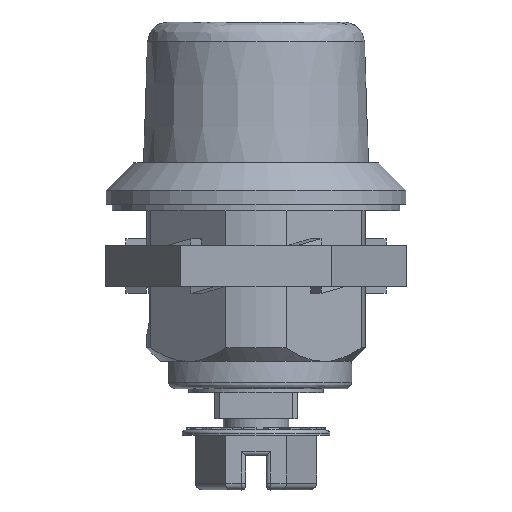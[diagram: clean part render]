
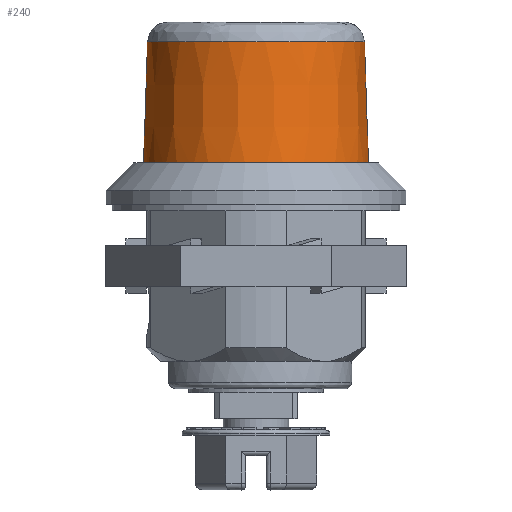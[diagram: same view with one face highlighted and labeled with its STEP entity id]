
A CAD part, front view. The second image highlights one B-rep face of the part: STEP entity #240.
In plain terms, the highlighted conical face has half-angle 1.856 degrees and reference radius 8.25 mm.
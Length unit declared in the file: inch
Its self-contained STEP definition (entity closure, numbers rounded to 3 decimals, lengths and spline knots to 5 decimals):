
#240 = ADVANCED_FACE ( 'NONE', ( #12590 ), #6553, .T. ) ;
#1431 = DIRECTION ( 'NONE',  ( 0., -1., 0. ) ) ;
#2202 = CARTESIAN_POINT ( 'NONE',  ( 0.19168, 0.25239, 0.34172 ) ) ;
#2341 = ORIENTED_EDGE ( 'NONE', *, *, #2636, .T. ) ;
#2491 = CARTESIAN_POINT ( 'NONE',  ( -0.19643, 0.25439, 0.20366 ) ) ;
#2556 = CARTESIAN_POINT ( 'NONE',  ( -0.18741, 0.25054, 0.46648 ) ) ;
#2636 = EDGE_CURVE ( 'NONE', #12090, #10614, #8438, .T. ) ;
#3055 = VERTEX_POINT ( 'NONE', #12629 ) ;
#4826 = DIRECTION ( 'NONE',  ( 0., 0., -1. ) ) ;
#5667 = CARTESIAN_POINT ( 'NONE',  ( 0., 0., 0.09843 ) ) ;
#6002 = B_SPLINE_CURVE_WITH_KNOTS ( 'NONE', 3,
 ( #10012, #10969, #2202, #6113 ),
 .UNSPECIFIED., .F., .F.,
 ( 4, 4 ),
 ( 0., 1. ),
 .UNSPECIFIED. ) ;
#6113 = CARTESIAN_POINT ( 'NONE',  ( 0.18741, 0.25054, 0.46648 ) ) ;
#6284 = DIRECTION ( 'NONE',  ( 0., 0., 1. ) ) ;
#6295 = CARTESIAN_POINT ( 'NONE',  ( 0., 0., 0.46648 ) ) ;
#6433 = EDGE_CURVE ( 'NONE', #3055, #12522, #12012, .T. ) ;
#6528 = CARTESIAN_POINT ( 'NONE',  ( -0.20002, 0.25591, 0.09843 ) ) ;
#6553 = CONICAL_SURFACE ( 'NONE', #9620, 0.3248, 0.032 ) ;
#7309 = CARTESIAN_POINT ( 'NONE',  ( 0., 0., 0.09843 ) ) ;
#7357 = CARTESIAN_POINT ( 'NONE',  ( -0.1922, 0.25262, 0.32635 ) ) ;
#7512 = AXIS2_PLACEMENT_3D ( 'NONE', #7309, #6284, #10184 ) ;
#7593 = ORIENTED_EDGE ( 'NONE', *, *, #12428, .T. ) ;
#7801 = CARTESIAN_POINT ( 'NONE',  ( 0.20002, 0.25591, 0.09843 ) ) ;
#8017 = AXIS2_PLACEMENT_3D ( 'NONE', #6295, #10195, #1431 ) ;
#8328 = CARTESIAN_POINT ( 'NONE',  ( 0.18741, 0.25054, 0.46648 ) ) ;
#8438 = CIRCLE ( 'NONE', #8017, 0.31288 ) ;
#8791 = DIRECTION ( 'NONE',  ( 0., 1., 0. ) ) ;
#8857 = ORIENTED_EDGE ( 'NONE', *, *, #6433, .T. ) ;
#9447 = EDGE_LOOP ( 'NONE', ( #2341, #7593, #8857, #9894 ) ) ;
#9493 = EDGE_CURVE ( 'NONE', #12522, #12090, #6002, .T. ) ;
#9620 = AXIS2_PLACEMENT_3D ( 'NONE', #5667, #4826, #8791 ) ;
#9894 = ORIENTED_EDGE ( 'NONE', *, *, #9493, .T. ) ;
#10012 = CARTESIAN_POINT ( 'NONE',  ( 0.20002, 0.25591, 0.09843 ) ) ;
#10030 = CARTESIAN_POINT ( 'NONE',  ( -0.18741, 0.25054, 0.46648 ) ) ;
#10184 = DIRECTION ( 'NONE',  ( 0., 1., 0. ) ) ;
#10195 = DIRECTION ( 'NONE',  ( 0., 0., -1. ) ) ;
#10614 = VERTEX_POINT ( 'NONE', #10030 ) ;
#10969 = CARTESIAN_POINT ( 'NONE',  ( 0.19589, 0.25418, 0.21904 ) ) ;
#11317 = B_SPLINE_CURVE_WITH_KNOTS ( 'NONE', 3,
 ( #2556, #7357, #2491, #6528 ),
 .UNSPECIFIED., .F., .F.,
 ( 4, 4 ),
 ( 0., 1. ),
 .UNSPECIFIED. ) ;
#12012 = CIRCLE ( 'NONE', #7512, 0.3248 ) ;
#12090 = VERTEX_POINT ( 'NONE', #8328 ) ;
#12428 = EDGE_CURVE ( 'NONE', #10614, #3055, #11317, .T. ) ;
#12522 = VERTEX_POINT ( 'NONE', #7801 ) ;
#12590 = FACE_OUTER_BOUND ( 'NONE', #9447, .T. ) ;
#12629 = CARTESIAN_POINT ( 'NONE',  ( -0.20002, 0.25591, 0.09843 ) ) ;
